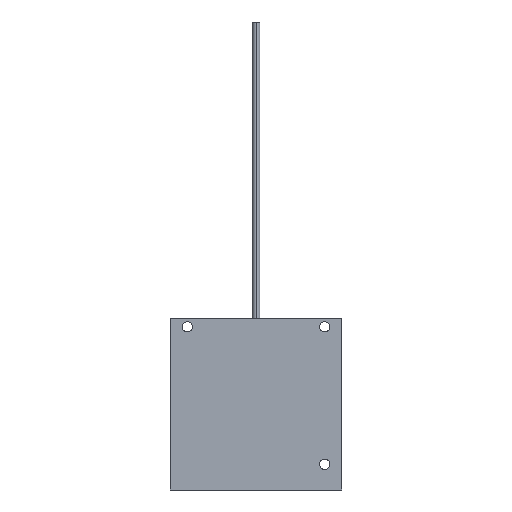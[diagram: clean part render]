
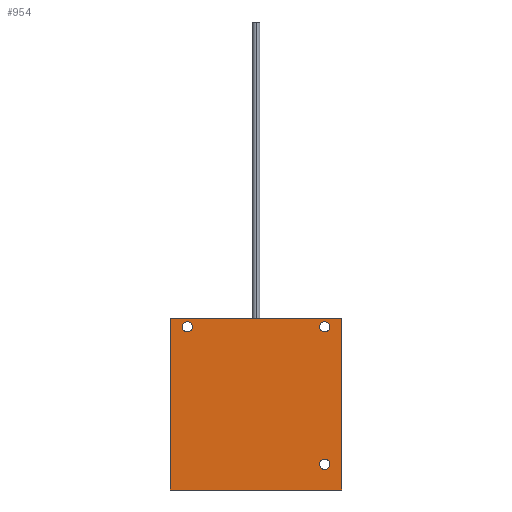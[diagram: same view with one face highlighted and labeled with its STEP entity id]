
A CAD part, left-side view. The second image highlights one B-rep face of the part: STEP entity #954.
In plain terms, the highlighted planar face has unit normal (-1, 0, 0).
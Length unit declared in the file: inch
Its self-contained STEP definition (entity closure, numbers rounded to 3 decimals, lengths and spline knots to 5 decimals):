
#1=CARTESIAN_POINT('',(-0.1,0.8,0.9));
#2=DIRECTION('',(-1.,0.,0.));
#3=DIRECTION('',(0.,0.,-1.));
#4=AXIS2_PLACEMENT_3D('',#1,#2,#3);
#6=CARTESIAN_POINT('',(-0.1,0.8,0.9));
#7=DIRECTION('',(-1.,0.,0.));
#8=DIRECTION('',(0.,0.,1.));
#9=AXIS2_PLACEMENT_3D('',#6,#7,#8);
#11=CARTESIAN_POINT('',(-0.1,-0.8,0.9));
#12=DIRECTION('',(-1.,0.,0.));
#13=DIRECTION('',(0.,0.,-1.));
#14=AXIS2_PLACEMENT_3D('',#11,#12,#13);
#16=CARTESIAN_POINT('',(-0.1,-0.8,0.9));
#17=DIRECTION('',(-1.,0.,0.));
#18=DIRECTION('',(0.,0.,1.));
#19=AXIS2_PLACEMENT_3D('',#16,#17,#18);
#21=CARTESIAN_POINT('',(-0.1,-0.8,-0.7));
#22=DIRECTION('',(-1.,0.,0.));
#23=DIRECTION('',(0.,0.,-1.));
#24=AXIS2_PLACEMENT_3D('',#21,#22,#23);
#26=CARTESIAN_POINT('',(-0.1,-0.8,-0.7));
#27=DIRECTION('',(-1.,0.,0.));
#28=DIRECTION('',(0.,0.,1.));
#29=AXIS2_PLACEMENT_3D('',#26,#27,#28);
#31=DIRECTION('',(0.,0.,-1.));
#32=VECTOR('',#31,2.);
#33=CARTESIAN_POINT('',(-0.1,-1.,1.));
#34=LINE('',#33,#32);
#35=DIRECTION('',(0.,1.,0.));
#36=VECTOR('',#35,2.);
#37=CARTESIAN_POINT('',(-0.1,-1.,-1.));
#38=LINE('',#37,#36);
#39=DIRECTION('',(0.,0.,1.));
#40=VECTOR('',#39,2.);
#41=CARTESIAN_POINT('',(-0.1,1.,-1.));
#42=LINE('',#41,#40);
#43=DIRECTION('',(0.,-1.,0.));
#44=VECTOR('',#43,2.);
#45=CARTESIAN_POINT('',(-0.1,1.,1.));
#46=LINE('',#45,#44);
#713=CARTESIAN_POINT('',(-0.1,-1.,1.));
#714=CARTESIAN_POINT('',(-0.1,-1.,-1.));
#715=VERTEX_POINT('',#713);
#716=VERTEX_POINT('',#714);
#717=CARTESIAN_POINT('',(-0.1,1.,-1.));
#718=VERTEX_POINT('',#717);
#719=CARTESIAN_POINT('',(-0.1,1.,1.));
#720=VERTEX_POINT('',#719);
#729=CARTESIAN_POINT('',(-0.1,0.8,0.841));
#730=CARTESIAN_POINT('',(-0.1,0.8,0.959));
#731=VERTEX_POINT('',#729);
#732=VERTEX_POINT('',#730);
#733=CARTESIAN_POINT('',(-0.1,-0.8,0.841));
#734=CARTESIAN_POINT('',(-0.1,-0.8,0.959));
#735=VERTEX_POINT('',#733);
#736=VERTEX_POINT('',#734);
#737=CARTESIAN_POINT('',(-0.1,-0.8,-0.759));
#738=CARTESIAN_POINT('',(-0.1,-0.8,-0.641));
#739=VERTEX_POINT('',#737);
#740=VERTEX_POINT('',#738);
#921=CARTESIAN_POINT('',(-0.1,0.,0.));
#922=DIRECTION('',(1.,0.,0.));
#923=DIRECTION('',(0.,0.,-1.));
#924=AXIS2_PLACEMENT_3D('',#921,#922,#923);
#925=PLANE('',#924);
#927=ORIENTED_EDGE('',*,*,#926,.T.);
#929=ORIENTED_EDGE('',*,*,#928,.T.);
#931=ORIENTED_EDGE('',*,*,#930,.T.);
#933=ORIENTED_EDGE('',*,*,#932,.T.);
#934=EDGE_LOOP('',(#927,#929,#931,#933));
#935=FACE_OUTER_BOUND('',#934,.F.);
#937=ORIENTED_EDGE('',*,*,#936,.T.);
#939=ORIENTED_EDGE('',*,*,#938,.T.);
#940=EDGE_LOOP('',(#937,#939));
#941=FACE_BOUND('',#940,.F.);
#943=ORIENTED_EDGE('',*,*,#942,.T.);
#945=ORIENTED_EDGE('',*,*,#944,.T.);
#946=EDGE_LOOP('',(#943,#945));
#947=FACE_BOUND('',#946,.F.);
#949=ORIENTED_EDGE('',*,*,#948,.T.);
#951=ORIENTED_EDGE('',*,*,#950,.T.);
#952=EDGE_LOOP('',(#949,#951));
#953=FACE_BOUND('',#952,.F.);
#954=ADVANCED_FACE('',(#935,#941,#947,#953),#925,.F.);
#5=CIRCLE('',#4,0.059);
#10=CIRCLE('',#9,0.059);
#15=CIRCLE('',#14,0.059);
#20=CIRCLE('',#19,0.059);
#25=CIRCLE('',#24,0.059);
#30=CIRCLE('',#29,0.059);
#926=EDGE_CURVE('',#715,#716,#34,.T.);
#928=EDGE_CURVE('',#716,#718,#38,.T.);
#930=EDGE_CURVE('',#718,#720,#42,.T.);
#932=EDGE_CURVE('',#720,#715,#46,.T.);
#936=EDGE_CURVE('',#735,#736,#15,.T.);
#938=EDGE_CURVE('',#736,#735,#20,.T.);
#942=EDGE_CURVE('',#739,#740,#25,.T.);
#944=EDGE_CURVE('',#740,#739,#30,.T.);
#948=EDGE_CURVE('',#731,#732,#5,.T.);
#950=EDGE_CURVE('',#732,#731,#10,.T.);
